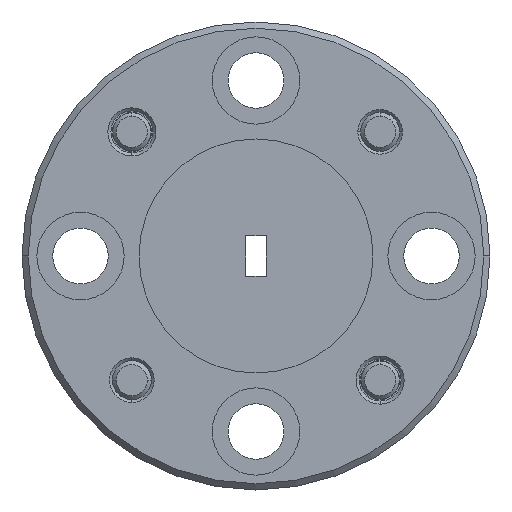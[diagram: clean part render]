
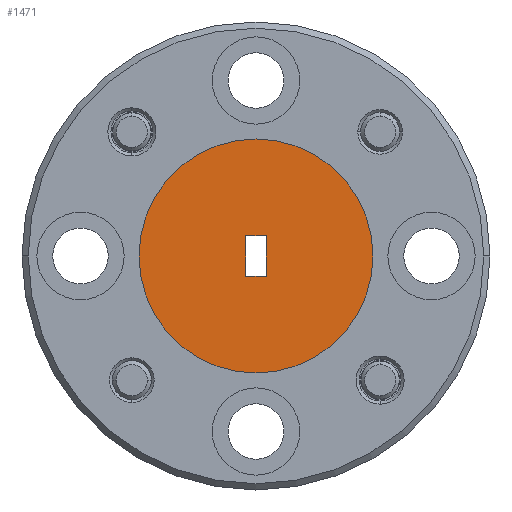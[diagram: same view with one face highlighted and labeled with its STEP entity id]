
A CAD part, left-side view. The second image highlights one B-rep face of the part: STEP entity #1471.
In plain terms, the highlighted planar face has unit normal (-1, 0, 0).
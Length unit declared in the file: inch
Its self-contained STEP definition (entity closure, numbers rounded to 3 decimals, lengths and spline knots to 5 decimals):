
#14 = VERTEX_POINT ( 'NONE', #688 ) ;
#108 = VERTEX_POINT ( 'NONE', #3569 ) ;
#137 = CARTESIAN_POINT ( 'NONE',  ( 0., 0., 0. ) ) ;
#188 = EDGE_LOOP ( 'NONE', ( #1846, #3205, #745, #1620 ) ) ;
#299 = ORIENTED_EDGE ( 'NONE', *, *, #1300, .F. ) ;
#313 = CARTESIAN_POINT ( 'NONE',  ( 0., -0.01625, -0.0325 ) ) ;
#459 = DIRECTION ( 'NONE',  ( -1., 0., 0. ) ) ;
#591 = CARTESIAN_POINT ( 'NONE',  ( 0., 0.01625, -0.0325 ) ) ;
#631 = VERTEX_POINT ( 'NONE', #2315 ) ;
#688 = CARTESIAN_POINT ( 'NONE',  ( 0., 0.1875, 0. ) ) ;
#745 = ORIENTED_EDGE ( 'NONE', *, *, #3599, .T. ) ;
#757 = DIRECTION ( 'NONE',  ( 0., 1., 0. ) ) ;
#1075 = AXIS2_PLACEMENT_3D ( 'NONE', #2437, #1183, #2127 ) ;
#1183 = DIRECTION ( 'NONE',  ( 1., 0., 0. ) ) ;
#1214 = VECTOR ( 'NONE', #3526, 39.37008 ) ;
#1300 = EDGE_CURVE ( 'NONE', #14, #2990, #3891, .T. ) ;
#1309 = ORIENTED_EDGE ( 'NONE', *, *, #2027, .F. ) ;
#1325 = LINE ( 'NONE', #1381, #1421 ) ;
#1381 = CARTESIAN_POINT ( 'NONE',  ( 0., -0.01625, 0.0325 ) ) ;
#1390 = DIRECTION ( 'NONE',  ( 0., -1., 0. ) ) ;
#1421 = VECTOR ( 'NONE', #1673, 39.37008 ) ;
#1457 = VERTEX_POINT ( 'NONE', #2370 ) ;
#1471 = ADVANCED_FACE ( 'NONE', ( #1523, #3806 ), #2042, .T. ) ;
#1523 = FACE_OUTER_BOUND ( 'NONE', #2404, .T. ) ;
#1620 = ORIENTED_EDGE ( 'NONE', *, *, #2148, .T. ) ;
#1673 = DIRECTION ( 'NONE',  ( 0., -1., 0. ) ) ;
#1690 = CARTESIAN_POINT ( 'NONE',  ( 0., 0., 0. ) ) ;
#1784 = AXIS2_PLACEMENT_3D ( 'NONE', #1690, #2981, #757 ) ;
#1846 = ORIENTED_EDGE ( 'NONE', *, *, #4067, .T. ) ;
#1969 = VECTOR ( 'NONE', #3730, 39.37008 ) ;
#2027 = EDGE_CURVE ( 'NONE', #2990, #14, #2362, .T. ) ;
#2042 = PLANE ( 'NONE',  #3454 ) ;
#2127 = DIRECTION ( 'NONE',  ( 0., 1., 0. ) ) ;
#2148 = EDGE_CURVE ( 'NONE', #108, #631, #3186, .T. ) ;
#2315 = CARTESIAN_POINT ( 'NONE',  ( 0., -0.01625, -0.0325 ) ) ;
#2362 = CIRCLE ( 'NONE', #1075, 0.1875 ) ;
#2370 = CARTESIAN_POINT ( 'NONE',  ( 0., 0.01625, 0.0325 ) ) ;
#2402 = VECTOR ( 'NONE', #2768, 39.37008 ) ;
#2404 = EDGE_LOOP ( 'NONE', ( #299, #1309 ) ) ;
#2428 = CARTESIAN_POINT ( 'NONE',  ( 0., -0.01625, -0.0325 ) ) ;
#2437 = CARTESIAN_POINT ( 'NONE',  ( 0., 0., 0. ) ) ;
#2768 = DIRECTION ( 'NONE',  ( 0., 1., 0. ) ) ;
#2963 = LINE ( 'NONE', #2428, #2402 ) ;
#2981 = DIRECTION ( 'NONE',  ( 1., 0., 0. ) ) ;
#2990 = VERTEX_POINT ( 'NONE', #3878 ) ;
#3076 = CARTESIAN_POINT ( 'NONE',  ( 0., 0.01625, 0. ) ) ;
#3186 = LINE ( 'NONE', #313, #1214 ) ;
#3205 = ORIENTED_EDGE ( 'NONE', *, *, #3736, .T. ) ;
#3454 = AXIS2_PLACEMENT_3D ( 'NONE', #137, #459, #1390 ) ;
#3504 = LINE ( 'NONE', #3076, #1969 ) ;
#3526 = DIRECTION ( 'NONE',  ( 0., 0., -1. ) ) ;
#3569 = CARTESIAN_POINT ( 'NONE',  ( 0., -0.01625, 0.0325 ) ) ;
#3599 = EDGE_CURVE ( 'NONE', #1457, #108, #1325, .T. ) ;
#3730 = DIRECTION ( 'NONE',  ( 0., 0., 1. ) ) ;
#3736 = EDGE_CURVE ( 'NONE', #4151, #1457, #3504, .T. ) ;
#3806 = FACE_BOUND ( 'NONE', #188, .T. ) ;
#3878 = CARTESIAN_POINT ( 'NONE',  ( 0., -0.1875, 0. ) ) ;
#3891 = CIRCLE ( 'NONE', #1784, 0.1875 ) ;
#4067 = EDGE_CURVE ( 'NONE', #631, #4151, #2963, .T. ) ;
#4151 = VERTEX_POINT ( 'NONE', #591 ) ;
